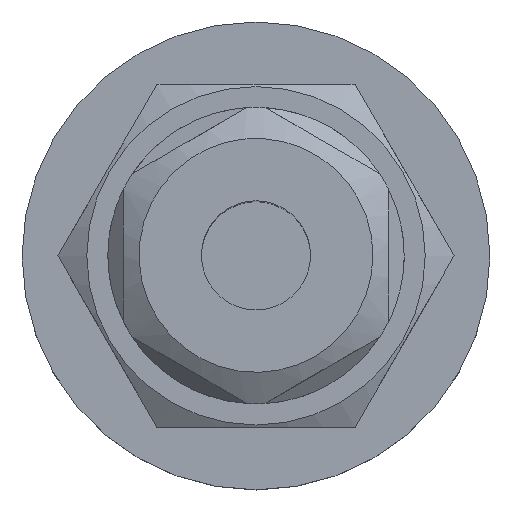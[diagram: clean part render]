
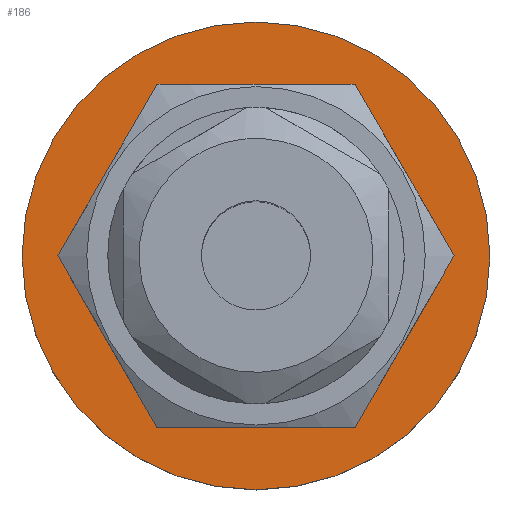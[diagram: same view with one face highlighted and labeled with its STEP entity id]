
A CAD part, top view. The second image highlights one B-rep face of the part: STEP entity #186.
In plain terms, the highlighted planar face has unit normal (0, 0, 1).
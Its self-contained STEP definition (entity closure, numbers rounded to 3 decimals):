
#60=LINE('',#917,#90);
#61=LINE('',#920,#91);
#62=LINE('',#922,#92);
#63=LINE('',#924,#93);
#64=LINE('',#926,#94);
#65=LINE('',#928,#95);
#90=VECTOR('',#750,1.);
#91=VECTOR('',#751,1.);
#92=VECTOR('',#752,1.);
#93=VECTOR('',#753,1.);
#94=VECTOR('',#754,1.);
#95=VECTOR('',#755,1.);
#152=FACE_BOUND('',#283,.T.);
#153=FACE_BOUND('',#284,.T.);
#186=ADVANCED_FACE('',(#152,#153),#220,.F.);
#220=PLANE('',#653);
#283=EDGE_LOOP('',(#345));
#284=EDGE_LOOP('',(#346,#347,#348,#349,#350,#351));
#345=ORIENTED_EDGE('',*,*,#541,.F.);
#346=ORIENTED_EDGE('',*,*,#542,.T.);
#347=ORIENTED_EDGE('',*,*,#543,.T.);
#348=ORIENTED_EDGE('',*,*,#544,.T.);
#349=ORIENTED_EDGE('',*,*,#545,.T.);
#350=ORIENTED_EDGE('',*,*,#546,.T.);
#351=ORIENTED_EDGE('',*,*,#547,.T.);
#485=VERTEX_POINT('',#916);
#486=VERTEX_POINT('',#918);
#487=VERTEX_POINT('',#919);
#488=VERTEX_POINT('',#921);
#489=VERTEX_POINT('',#923);
#490=VERTEX_POINT('',#925);
#491=VERTEX_POINT('',#927);
#541=EDGE_CURVE('',#485,#485,#615,.T.);
#542=EDGE_CURVE('',#486,#487,#60,.T.);
#543=EDGE_CURVE('',#487,#488,#61,.T.);
#544=EDGE_CURVE('',#488,#489,#62,.T.);
#545=EDGE_CURVE('',#489,#490,#63,.T.);
#546=EDGE_CURVE('',#490,#491,#64,.T.);
#547=EDGE_CURVE('',#491,#486,#65,.T.);
#615=CIRCLE('',#652,15.);
#652=AXIS2_PLACEMENT_3D('',#915,#748,#749);
#653=AXIS2_PLACEMENT_3D('',#929,#756,#757);
#748=DIRECTION('',(0.,0.,-1.));
#749=DIRECTION('',(-1.,0.,0.));
#750=DIRECTION('',(1.,0.,0.));
#751=DIRECTION('',(0.5,-0.866,0.));
#752=DIRECTION('',(-0.5,-0.866,0.));
#753=DIRECTION('',(-1.,0.,0.));
#754=DIRECTION('',(-0.5,0.866,0.));
#755=DIRECTION('',(0.5,0.866,0.));
#756=DIRECTION('',(0.,0.,-1.));
#757=DIRECTION('',(-1.,0.,0.));
#915=CARTESIAN_POINT('',(0.,0.,5.));
#916=CARTESIAN_POINT('',(-15.,0.,5.));
#917=CARTESIAN_POINT('',(-6.351,11.,5.));
#918=CARTESIAN_POINT('',(-6.351,11.,5.));
#919=CARTESIAN_POINT('',(6.351,11.,5.));
#920=CARTESIAN_POINT('',(6.351,11.,5.));
#921=CARTESIAN_POINT('',(12.702,0.,5.));
#922=CARTESIAN_POINT('',(12.702,0.,5.));
#923=CARTESIAN_POINT('',(6.351,-11.,5.));
#924=CARTESIAN_POINT('',(6.351,-11.,5.));
#925=CARTESIAN_POINT('',(-6.351,-11.,5.));
#926=CARTESIAN_POINT('',(-6.351,-11.,5.));
#927=CARTESIAN_POINT('',(-12.702,0.,5.));
#928=CARTESIAN_POINT('',(-12.702,0.,5.));
#929=CARTESIAN_POINT('',(-12.85,0.,5.));
